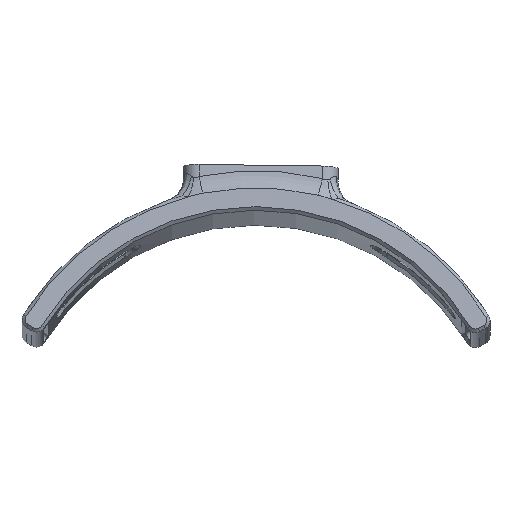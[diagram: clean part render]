
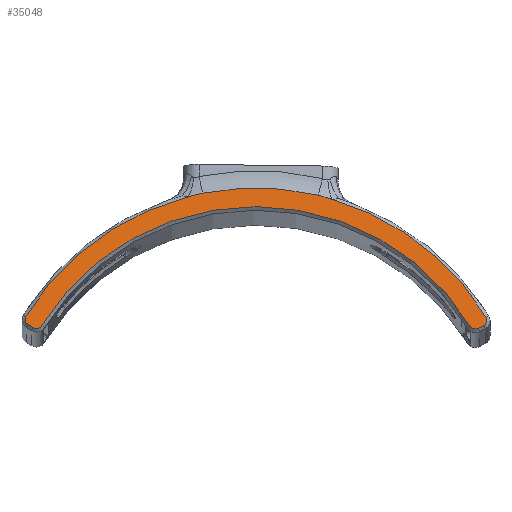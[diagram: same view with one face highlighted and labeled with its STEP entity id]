
A CAD part, front view. The second image highlights one B-rep face of the part: STEP entity #35048.
In plain terms, the highlighted planar face has unit normal (0, -0.985, 0.174).
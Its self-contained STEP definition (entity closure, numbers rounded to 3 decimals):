
#265=B_SPLINE_CURVE_WITH_KNOTS('',3,(#56836,#56837,#56838,#56839,#56840,
#56841,#56842,#56843,#56844,#56845),.UNSPECIFIED.,.F.,.F.,(4,2,2,2,4),(0.542,
0.585,0.669,0.797,1.053),
 .UNSPECIFIED.);
#267=B_SPLINE_CURVE_WITH_KNOTS('',3,(#56879,#56880,#56881,#56882,#56883,
#56884,#56885,#56886,#56887,#56888),.UNSPECIFIED.,.F.,.F.,(4,2,2,2,4),(0.,
0.283,0.389,0.443,0.494),
 .UNSPECIFIED.);
#1099=CIRCLE('',#37864,87.142);
#1129=CIRCLE('',#37902,87.);
#1130=CIRCLE('',#37904,87.);
#1194=CIRCLE('',#38034,2.);
#1196=CIRCLE('',#38037,2.);
#1197=CIRCLE('',#38041,2.);
#1198=CIRCLE('',#38043,2.);
#1200=CIRCLE('',#38046,81.);
#3557=FACE_OUTER_BOUND('',#5613,.T.);
#5613=EDGE_LOOP('',(#31095,#31096,#31097,#31098,#31099,#31100,#31101,#31102,
#31103,#31104,#31105,#31106));
#9657=LINE('',#60165,#13685);
#9661=LINE('',#60172,#13689);
#13685=VECTOR('',#47092,10.);
#13689=VECTOR('',#47098,10.);
#16586=VERTEX_POINT('',#56805);
#16587=VERTEX_POINT('',#56835);
#16589=VERTEX_POINT('',#56853);
#16591=VERTEX_POINT('',#56878);
#16628=VERTEX_POINT('',#57407);
#16629=VERTEX_POINT('',#57411);
#16817=VERTEX_POINT('',#60154);
#16819=VERTEX_POINT('',#60160);
#16820=VERTEX_POINT('',#60164);
#16822=VERTEX_POINT('',#60170);
#16823=VERTEX_POINT('',#60175);
#16824=VERTEX_POINT('',#60179);
#21229=EDGE_CURVE('',#16587,#16586,#265,.T.);
#21232=EDGE_CURVE('',#16589,#16587,#1099,.T.);
#21235=EDGE_CURVE('',#16591,#16589,#267,.T.);
#21292=EDGE_CURVE('',#16628,#16591,#1129,.T.);
#21293=EDGE_CURVE('',#16586,#16629,#1130,.T.);
#21591=EDGE_CURVE('',#16629,#16817,#1194,.T.);
#21595=EDGE_CURVE('',#16819,#16628,#1196,.T.);
#21596=EDGE_CURVE('',#16817,#16820,#9657,.T.);
#21600=EDGE_CURVE('',#16822,#16819,#9661,.T.);
#21602=EDGE_CURVE('',#16820,#16823,#1197,.T.);
#21605=EDGE_CURVE('',#16824,#16822,#1198,.T.);
#21607=EDGE_CURVE('',#16823,#16824,#1200,.T.);
#31095=ORIENTED_EDGE('',*,*,#21292,.F.);
#31096=ORIENTED_EDGE('',*,*,#21595,.F.);
#31097=ORIENTED_EDGE('',*,*,#21600,.F.);
#31098=ORIENTED_EDGE('',*,*,#21605,.F.);
#31099=ORIENTED_EDGE('',*,*,#21607,.F.);
#31100=ORIENTED_EDGE('',*,*,#21602,.F.);
#31101=ORIENTED_EDGE('',*,*,#21596,.F.);
#31102=ORIENTED_EDGE('',*,*,#21591,.F.);
#31103=ORIENTED_EDGE('',*,*,#21293,.F.);
#31104=ORIENTED_EDGE('',*,*,#21229,.F.);
#31105=ORIENTED_EDGE('',*,*,#21232,.F.);
#31106=ORIENTED_EDGE('',*,*,#21235,.F.);
#32834=PLANE('',#38050);
#35048=ADVANCED_FACE('',(#3557),#32834,.F.);
#37864=AXIS2_PLACEMENT_3D('',#56854,#46596,#46597);
#37902=AXIS2_PLACEMENT_3D('',#57409,#46683,#46684);
#37904=AXIS2_PLACEMENT_3D('',#57412,#46687,#46688);
#38034=AXIS2_PLACEMENT_3D('',#60155,#47080,#47081);
#38037=AXIS2_PLACEMENT_3D('',#60162,#47088,#47089);
#38041=AXIS2_PLACEMENT_3D('',#60176,#47102,#47103);
#38043=AXIS2_PLACEMENT_3D('',#60181,#47108,#47109);
#38046=AXIS2_PLACEMENT_3D('',#60184,#47114,#47115);
#38050=AXIS2_PLACEMENT_3D('',#60201,#47125,#47126);
#46596=DIRECTION('center_axis',(0.,0.985,
-0.174));
#46597=DIRECTION('ref_axis',(0.,0.174,0.985));
#46683=DIRECTION('center_axis',(0.,0.985,-0.174));
#46684=DIRECTION('ref_axis',(-0.856,0.09,0.509));
#46687=DIRECTION('center_axis',(0.,0.985,-0.174));
#46688=DIRECTION('ref_axis',(-0.856,0.09,0.509));
#47080=DIRECTION('center_axis',(0.,0.985,-0.174));
#47081=DIRECTION('ref_axis',(0.858,0.089,0.505));
#47088=DIRECTION('center_axis',(0.,0.985,-0.174));
#47089=DIRECTION('ref_axis',(-0.517,-0.149,-0.843));
#47092=DIRECTION('',(-0.888,-0.08,-0.452));
#47098=DIRECTION('',(-0.856,0.09,0.509));
#47102=DIRECTION('center_axis',(0.,0.985,-0.174));
#47103=DIRECTION('ref_axis',(0.459,-0.154,-0.875));
#47108=DIRECTION('center_axis',(0.,0.985,-0.174));
#47109=DIRECTION('ref_axis',(0.856,-0.09,-0.509));
#47114=DIRECTION('center_axis',(0.,-0.985,0.174));
#47115=DIRECTION('ref_axis',(-0.856,0.09,0.509));
#47125=DIRECTION('center_axis',(0.,0.985,-0.174));
#47126=DIRECTION('ref_axis',(1.,0.,0.));
#56805=CARTESIAN_POINT('',(24.798,45.355,113.253));
#56835=CARTESIAN_POINT('',(20.229,45.593,114.603));
#56836=CARTESIAN_POINT('Ctrl Pts',(20.229,45.593,114.603));
#56837=CARTESIAN_POINT('Ctrl Pts',(20.356,45.588,114.573));
#56838=CARTESIAN_POINT('Ctrl Pts',(20.482,45.583,114.543));
#56839=CARTESIAN_POINT('Ctrl Pts',(20.861,45.566,114.448));
#56840=CARTESIAN_POINT('Ctrl Pts',(21.109,45.554,114.381));
#56841=CARTESIAN_POINT('Ctrl Pts',(21.739,45.523,114.204));
#56842=CARTESIAN_POINT('Ctrl Pts',(22.108,45.503,114.092));
#56843=CARTESIAN_POINT('Ctrl Pts',(23.241,45.441,113.738));
#56844=CARTESIAN_POINT('Ctrl Pts',(24.005,45.396,113.485));
#56845=CARTESIAN_POINT('Ctrl Pts',(24.798,45.355,113.253));
#56853=CARTESIAN_POINT('',(-17.189,45.709,115.261));
#56854=CARTESIAN_POINT('Origin',(0.,30.875,
31.129));
#56878=CARTESIAN_POINT('',(-21.8,45.5,114.074));
#56879=CARTESIAN_POINT('Ctrl Pts',(-21.8,45.5,114.074));
#56880=CARTESIAN_POINT('Ctrl Pts',(-20.888,45.541,114.306));
#56881=CARTESIAN_POINT('Ctrl Pts',(-20.025,45.586,114.563));
#56882=CARTESIAN_POINT('Ctrl Pts',(-18.824,45.643,114.885));
#56883=CARTESIAN_POINT('Ctrl Pts',(-18.501,45.658,114.968));
#56884=CARTESIAN_POINT('Ctrl Pts',(-18.002,45.679,115.087));
#56885=CARTESIAN_POINT('Ctrl Pts',(-17.833,45.685,115.126));
#56886=CARTESIAN_POINT('Ctrl Pts',(-17.505,45.698,115.197));
#56887=CARTESIAN_POINT('Ctrl Pts',(-17.347,45.704,115.23));
#56888=CARTESIAN_POINT('Ctrl Pts',(-17.189,45.709,115.261));
#57407=CARTESIAN_POINT('',(-74.492,38.679,75.39));
#57409=CARTESIAN_POINT('Origin',(0.,30.875,31.129));
#57411=CARTESIAN_POINT('',(74.664,38.629,75.107));
#57412=CARTESIAN_POINT('Origin',(0.,30.875,31.129));
#60154=CARTESIAN_POINT('',(73.866,38.142,72.347));
#60155=CARTESIAN_POINT('Origin',(72.948,38.451,74.096));
#60160=CARTESIAN_POINT('',(-73.813,38.202,72.686));
#60162=CARTESIAN_POINT('Origin',(-72.78,38.5,74.373));
#60164=CARTESIAN_POINT('',(72.086,37.983,71.441));
#60165=CARTESIAN_POINT('',(49.237,35.932,59.813));
#60170=CARTESIAN_POINT('',(-72.1,38.023,71.669));
#60172=CARTESIAN_POINT('',(-50.658,35.776,58.928));
#60175=CARTESIAN_POINT('',(69.453,38.112,72.177));
#60176=CARTESIAN_POINT('Origin',(71.168,38.291,73.19));
#60179=CARTESIAN_POINT('',(-69.355,38.141,72.338));
#60181=CARTESIAN_POINT('Origin',(-71.067,38.32,73.355));
#60184=CARTESIAN_POINT('Origin',(0.,30.875,31.129));
#60201=CARTESIAN_POINT('Origin',(0.084,41.963,94.014));
